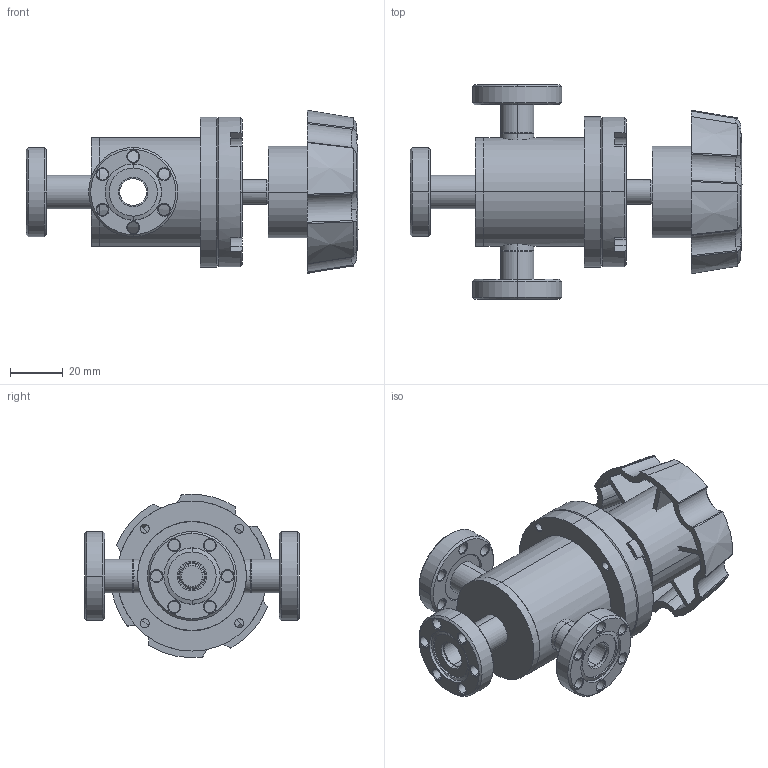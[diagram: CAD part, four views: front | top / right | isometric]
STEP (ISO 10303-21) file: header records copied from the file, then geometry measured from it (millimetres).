
FILE_DESCRIPTION (( 'STEP AP214' ), '1' );
FILE_NAME ('T-5000-H-CF_TEE_VALVE_MANUAL.STEP', '2020-04-21T08:56:10', ( 'admin' ), ( 'Microsoft' ), 'SwSTEP 2.0', 'SolidWorks 2016', '' );
FILE_SCHEMA (( 'AUTOMOTIVE_DESIGN' ));
Length unit declared in the file: inch
Products named in the file (1): T-5000-H-CF_TEE_VALVE_MANUAL
Bounding box: 125.9 x 81.33 x 61.93 mm (x, y, z)
Volume: 95443.7 mm3; surface area: 69892.6 mm2
Topology: 17 solids, 17 shells, 517 faces, 1286 edges, 829 vertices
Faces by surface type: cylinder 207, cone 177, plane 110, bspline 22, sphere 1
Entity records: 17665 total; most frequent: CARTESIAN_POINT 4913, DIRECTION 2681, ORIENTED_EDGE 2572, EDGE_CURVE 1286, AXIS2_PLACEMENT_3D 1113, VERTEX_POINT 829, EDGE_LOOP 629, CIRCLE 617
